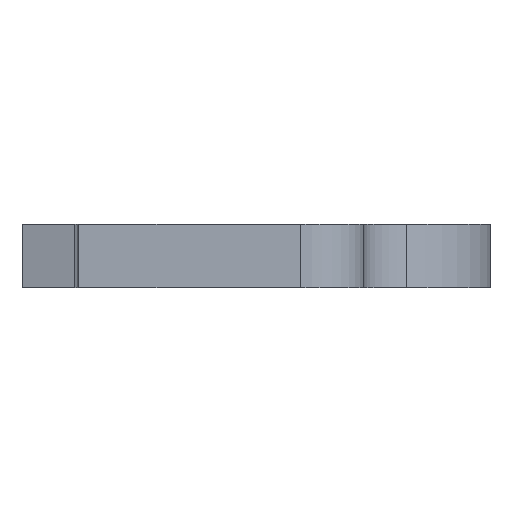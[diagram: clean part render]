
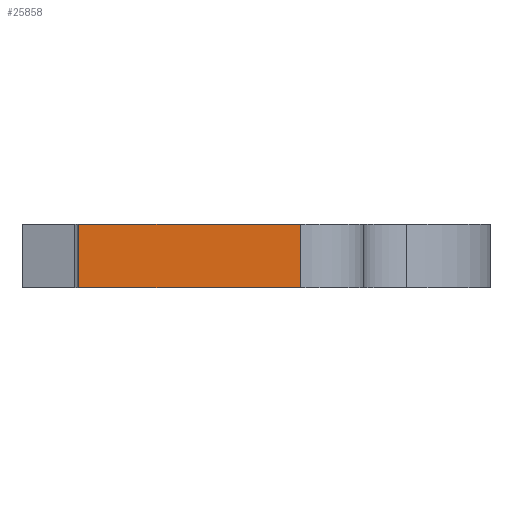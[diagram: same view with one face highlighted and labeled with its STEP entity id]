
A CAD part, left-side view. The second image highlights one B-rep face of the part: STEP entity #25858.
In plain terms, the highlighted planar face has unit normal (-1, 0, 0).
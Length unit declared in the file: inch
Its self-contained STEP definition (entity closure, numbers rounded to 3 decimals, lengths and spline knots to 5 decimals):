
#1695 = LINE ( 'NONE', #13600, #40781 ) ;
#2008 = VECTOR ( 'NONE', #7325, 39.37008 ) ;
#2278 = ORIENTED_EDGE ( 'NONE', *, *, #43640, .F. ) ;
#2381 = CARTESIAN_POINT ( 'NONE',  ( -17.75, 0.0375, 0.0625 ) ) ;
#3526 = LINE ( 'NONE', #43941, #2008 ) ;
#4461 = PLANE ( 'NONE',  #39175 ) ;
#7205 = VERTEX_POINT ( 'NONE', #10108 ) ;
#7325 = DIRECTION ( 'NONE',  ( 0., 1., 0. ) ) ;
#8743 = VECTOR ( 'NONE', #22308, 39.37008 ) ;
#9620 = CARTESIAN_POINT ( 'NONE',  ( -17.75, 0.4755, 0.0625 ) ) ;
#10108 = CARTESIAN_POINT ( 'NONE',  ( -17.75, 0.0375, -0.0625 ) ) ;
#10686 = EDGE_LOOP ( 'NONE', ( #29637, #24067, #32630, #2278 ) ) ;
#12639 = EDGE_CURVE ( 'NONE', #7205, #16477, #13741, .T. ) ;
#12799 = CARTESIAN_POINT ( 'NONE',  ( -17.75, 0.4755, -0.0625 ) ) ;
#13600 = CARTESIAN_POINT ( 'NONE',  ( -17.75, -0.5875, 0.0625 ) ) ;
#13741 = LINE ( 'NONE', #42254, #8743 ) ;
#16477 = VERTEX_POINT ( 'NONE', #2381 ) ;
#16707 = VERTEX_POINT ( 'NONE', #9620 ) ;
#17145 = CARTESIAN_POINT ( 'NONE',  ( -17.75, 0., 0. ) ) ;
#17869 = EDGE_CURVE ( 'NONE', #7205, #30677, #3526, .T. ) ;
#17897 = DIRECTION ( 'NONE',  ( 0., -1., 0. ) ) ;
#20899 = DIRECTION ( 'NONE',  ( -1., 0., 0. ) ) ;
#21178 = DIRECTION ( 'NONE',  ( 0., 0., 1. ) ) ;
#22308 = DIRECTION ( 'NONE',  ( 0., 0., 1. ) ) ;
#24067 = ORIENTED_EDGE ( 'NONE', *, *, #12639, .T. ) ;
#25858 = ADVANCED_FACE ( 'NONE', ( #45404 ), #4461, .T. ) ;
#29446 = VECTOR ( 'NONE', #42438, 39.37008 ) ;
#29637 = ORIENTED_EDGE ( 'NONE', *, *, #17869, .F. ) ;
#30677 = VERTEX_POINT ( 'NONE', #12799 ) ;
#32630 = ORIENTED_EDGE ( 'NONE', *, *, #51364, .F. ) ;
#39175 = AXIS2_PLACEMENT_3D ( 'NONE', #17145, #20899, #21178 ) ;
#40781 = VECTOR ( 'NONE', #17897, 39.37008 ) ;
#40848 = LINE ( 'NONE', #41118, #29446 ) ;
#41118 = CARTESIAN_POINT ( 'NONE',  ( -17.75, 0.4755, -0.0625 ) ) ;
#42254 = CARTESIAN_POINT ( 'NONE',  ( -17.75, 0.0375, 0. ) ) ;
#42438 = DIRECTION ( 'NONE',  ( 0., 0., 1. ) ) ;
#43640 = EDGE_CURVE ( 'NONE', #30677, #16707, #40848, .T. ) ;
#43941 = CARTESIAN_POINT ( 'NONE',  ( -17.75, -0.5875, -0.0625 ) ) ;
#45404 = FACE_OUTER_BOUND ( 'NONE', #10686, .T. ) ;
#51364 = EDGE_CURVE ( 'NONE', #16707, #16477, #1695, .T. ) ;
